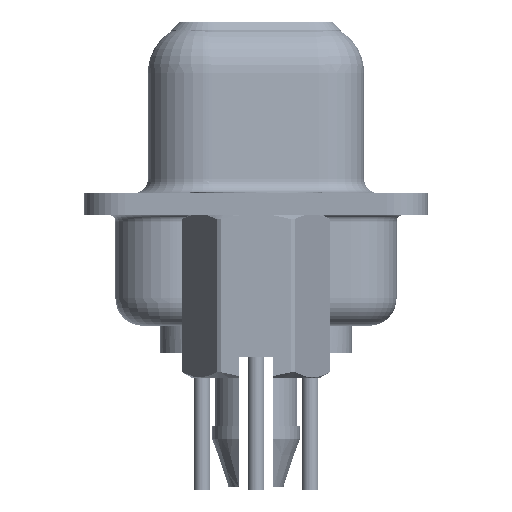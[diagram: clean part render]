
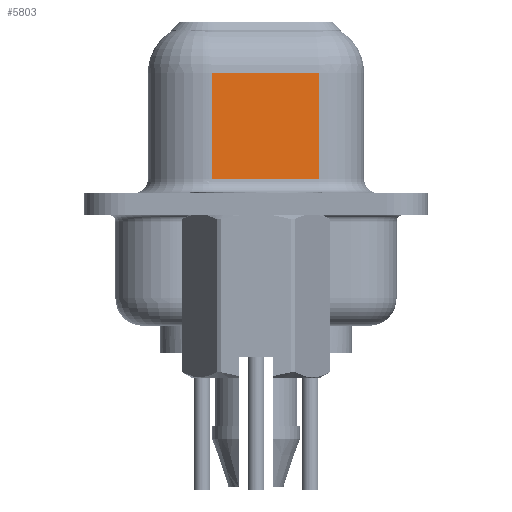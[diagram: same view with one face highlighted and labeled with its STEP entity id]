
A CAD part, left-side view. The second image highlights one B-rep face of the part: STEP entity #5803.
In plain terms, the highlighted planar face has unit normal (-0.985, -0.174, 0).
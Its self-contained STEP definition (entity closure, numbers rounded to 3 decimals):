
#852 = EDGE_CURVE ( 'NONE', #21420, #26515, #27279, .T. ) ;
#996 = CARTESIAN_POINT ( 'NONE',  ( 4.365, 1.603, 6.55 ) ) ;
#3064 = DIRECTION ( 'NONE',  ( 0.985, 0.174, 0. ) ) ;
#3261 = DIRECTION ( 'NONE',  ( 0., 0., -1. ) ) ;
#3889 = EDGE_LOOP ( 'NONE', ( #32538, #16053, #6027, #15677 ) ) ;
#4119 = VECTOR ( 'NONE', #13831, 1000. ) ;
#5094 = CARTESIAN_POINT ( 'NONE',  ( 4.365, 1.603, 0.9 ) ) ;
#5803 = ADVANCED_FACE ( 'NONE', ( #8930 ), #21384, .F. ) ;
#6027 = ORIENTED_EDGE ( 'NONE', *, *, #852, .T. ) ;
#6896 = VECTOR ( 'NONE', #26891, 1000. ) ;
#7065 = VECTOR ( 'NONE', #9957, 1000. ) ;
#7984 = EDGE_CURVE ( 'NONE', #18687, #23338, #11749, .T. ) ;
#8245 = CARTESIAN_POINT ( 'NONE',  ( 5.053, -2.297, 6.55 ) ) ;
#8930 = FACE_OUTER_BOUND ( 'NONE', #3889, .T. ) ;
#9957 = DIRECTION ( 'NONE',  ( 0., 0., -1. ) ) ;
#10467 = VECTOR ( 'NONE', #3261, 1000. ) ;
#11093 = LINE ( 'NONE', #29598, #4119 ) ;
#11749 = LINE ( 'NONE', #17082, #7065 ) ;
#11756 = CARTESIAN_POINT ( 'NONE',  ( 4.365, 1.603, 4.8 ) ) ;
#13798 = AXIS2_PLACEMENT_3D ( 'NONE', #8245, #3064, #32457 ) ;
#13831 = DIRECTION ( 'NONE',  ( 0.174, -0.985, 0. ) ) ;
#13909 = CARTESIAN_POINT ( 'NONE',  ( 5.053, -2.297, 4.8 ) ) ;
#15677 = ORIENTED_EDGE ( 'NONE', *, *, #21396, .T. ) ;
#16053 = ORIENTED_EDGE ( 'NONE', *, *, #20476, .T. ) ;
#16183 = LINE ( 'NONE', #13909, #6896 ) ;
#17082 = CARTESIAN_POINT ( 'NONE',  ( 5.053, -2.297, 6.55 ) ) ;
#18161 = CARTESIAN_POINT ( 'NONE',  ( 5.053, -2.297, 0.9 ) ) ;
#18687 = VERTEX_POINT ( 'NONE', #22231 ) ;
#20476 = EDGE_CURVE ( 'NONE', #18687, #21420, #16183, .T. ) ;
#21384 = PLANE ( 'NONE',  #13798 ) ;
#21396 = EDGE_CURVE ( 'NONE', #26515, #23338, #11093, .T. ) ;
#21420 = VERTEX_POINT ( 'NONE', #11756 ) ;
#22231 = CARTESIAN_POINT ( 'NONE',  ( 5.053, -2.297, 4.8 ) ) ;
#23338 = VERTEX_POINT ( 'NONE', #18161 ) ;
#26515 = VERTEX_POINT ( 'NONE', #5094 ) ;
#26891 = DIRECTION ( 'NONE',  ( -0.174, 0.985, 0. ) ) ;
#27279 = LINE ( 'NONE', #996, #10467 ) ;
#29598 = CARTESIAN_POINT ( 'NONE',  ( 5.053, -2.297, 0.9 ) ) ;
#32457 = DIRECTION ( 'NONE',  ( -0.174, 0.985, 0. ) ) ;
#32538 = ORIENTED_EDGE ( 'NONE', *, *, #7984, .F. ) ;
